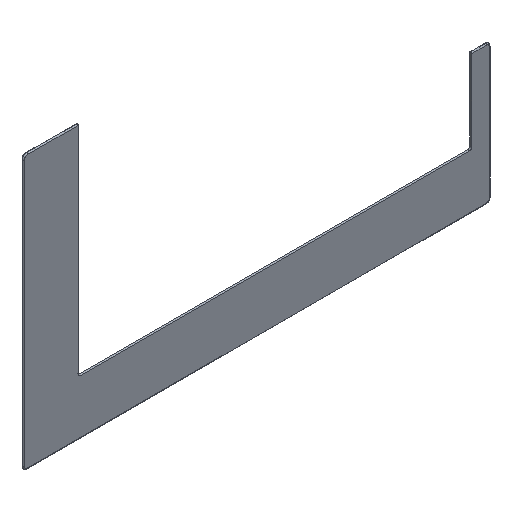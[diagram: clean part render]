
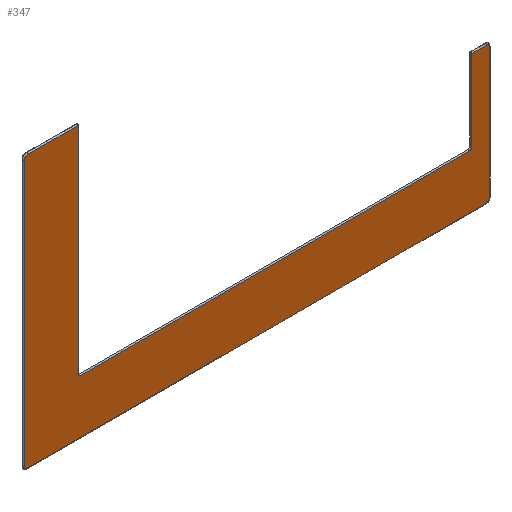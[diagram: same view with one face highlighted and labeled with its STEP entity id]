
A CAD part, isometric view. The second image highlights one B-rep face of the part: STEP entity #347.
In plain terms, the highlighted planar face has unit normal (0, -1, 0).
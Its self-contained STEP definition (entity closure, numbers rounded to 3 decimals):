
#2 = CARTESIAN_POINT ( 'NONE',  ( -1107.5, 0., -320. ) ) ;
#6 = CARTESIAN_POINT ( 'NONE',  ( -10., 0., -2.5 ) ) ;
#7 = LINE ( 'NONE', #543, #128 ) ;
#9 = ORIENTED_EDGE ( 'NONE', *, *, #759, .T. ) ;
#11 = CARTESIAN_POINT ( 'NONE',  ( -980., 0., -200. ) ) ;
#36 = CARTESIAN_POINT ( 'NONE',  ( -1107.5, 0., 310. ) ) ;
#39 = CARTESIAN_POINT ( 'NONE',  ( -50., 0., -200. ) ) ;
#47 = LINE ( 'NONE', #578, #641 ) ;
#48 = AXIS2_PLACEMENT_3D ( 'NONE', #165, #227, #693 ) ;
#51 = DIRECTION ( 'NONE',  ( 0., 0., -1. ) ) ;
#54 = LINE ( 'NONE', #112, #258 ) ;
#58 = ORIENTED_EDGE ( 'NONE', *, *, #534, .F. ) ;
#60 = LINE ( 'NONE', #737, #301 ) ;
#69 = AXIS2_PLACEMENT_3D ( 'NONE', #548, #304, #598 ) ;
#73 = EDGE_CURVE ( 'NONE', #353, #596, #54, .T. ) ;
#76 = CIRCLE ( 'NONE', #69, 7.5 ) ;
#90 = AXIS2_PLACEMENT_3D ( 'NONE', #339, #516, #320 ) ;
#92 = AXIS2_PLACEMENT_3D ( 'NONE', #456, #700, #155 ) ;
#95 = CARTESIAN_POINT ( 'NONE',  ( -1100., 0., 310. ) ) ;
#112 = CARTESIAN_POINT ( 'NONE',  ( -1100., 0., 317.5 ) ) ;
#114 = CARTESIAN_POINT ( 'NONE',  ( -45., 0., -2.5 ) ) ;
#123 = AXIS2_PLACEMENT_3D ( 'NONE', #512, #382, #213 ) ;
#128 = VECTOR ( 'NONE', #238, 1000. ) ;
#130 = VERTEX_POINT ( 'NONE', #383 ) ;
#134 = VERTEX_POINT ( 'NONE', #234 ) ;
#139 = EDGE_CURVE ( 'NONE', #387, #513, #76, .T. ) ;
#153 = VERTEX_POINT ( 'NONE', #2 ) ;
#154 = VECTOR ( 'NONE', #535, 1000. ) ;
#155 = DIRECTION ( 'NONE',  ( 0., 0., -1. ) ) ;
#165 = CARTESIAN_POINT ( 'NONE',  ( -1100., 0., -320. ) ) ;
#166 = CARTESIAN_POINT ( 'NONE',  ( -2.5, 0., -10. ) ) ;
#185 = CIRCLE ( 'NONE', #389, 7.5 ) ;
#189 = EDGE_CURVE ( 'NONE', #396, #153, #60, .T. ) ;
#192 = EDGE_CURVE ( 'NONE', #600, #570, #7, .T. ) ;
#200 = CARTESIAN_POINT ( 'NONE',  ( -10., 0., -10. ) ) ;
#207 = CARTESIAN_POINT ( 'NONE',  ( -10., 0., -327.5 ) ) ;
#213 = DIRECTION ( 'NONE',  ( 0., 0., -1. ) ) ;
#218 = DIRECTION ( 'NONE',  ( 0., 0., -1. ) ) ;
#227 = DIRECTION ( 'NONE',  ( 0., -1., 0. ) ) ;
#234 = CARTESIAN_POINT ( 'NONE',  ( -10., 0., -327.5 ) ) ;
#238 = DIRECTION ( 'NONE',  ( 0., 0., 1. ) ) ;
#243 = ORIENTED_EDGE ( 'NONE', *, *, #189, .T. ) ;
#246 = VECTOR ( 'NONE', #449, 1000. ) ;
#249 = VERTEX_POINT ( 'NONE', #604 ) ;
#258 = VECTOR ( 'NONE', #346, 1000. ) ;
#259 = DIRECTION ( 'NONE',  ( 0., -1., 0. ) ) ;
#274 = ORIENTED_EDGE ( 'NONE', *, *, #439, .T. ) ;
#283 = LINE ( 'NONE', #522, #478 ) ;
#301 = VECTOR ( 'NONE', #666, 1000. ) ;
#304 = DIRECTION ( 'NONE',  ( 0., -1., 0. ) ) ;
#310 = ORIENTED_EDGE ( 'NONE', *, *, #139, .T. ) ;
#320 = DIRECTION ( 'NONE',  ( 0., 0., -1. ) ) ;
#321 = AXIS2_PLACEMENT_3D ( 'NONE', #200, #259, #749 ) ;
#329 = ORIENTED_EDGE ( 'NONE', *, *, #618, .T. ) ;
#338 = ORIENTED_EDGE ( 'NONE', *, *, #435, .T. ) ;
#339 = CARTESIAN_POINT ( 'NONE',  ( -50., 0., -195. ) ) ;
#346 = DIRECTION ( 'NONE',  ( -1., 0., 0. ) ) ;
#347 = ADVANCED_FACE ( 'NONE', ( #495 ), #743, .T. ) ;
#353 = VERTEX_POINT ( 'NONE', #689 ) ;
#356 = CIRCLE ( 'NONE', #92, 5. ) ;
#360 = LINE ( 'NONE', #11, #687 ) ;
#379 = CIRCLE ( 'NONE', #48, 7.5 ) ;
#382 = DIRECTION ( 'NONE',  ( 0., -1., 0. ) ) ;
#383 = CARTESIAN_POINT ( 'NONE',  ( -1100., 0., -327.5 ) ) ;
#387 = VERTEX_POINT ( 'NONE', #166 ) ;
#389 = AXIS2_PLACEMENT_3D ( 'NONE', #95, #590, #51 ) ;
#391 = VERTEX_POINT ( 'NONE', #634 ) ;
#396 = VERTEX_POINT ( 'NONE', #36 ) ;
#416 = CARTESIAN_POINT ( 'NONE',  ( -1100., 0., 317.5 ) ) ;
#420 = VERTEX_POINT ( 'NONE', #39 ) ;
#434 = ORIENTED_EDGE ( 'NONE', *, *, #73, .T. ) ;
#435 = EDGE_CURVE ( 'NONE', #391, #387, #47, .T. ) ;
#439 = EDGE_CURVE ( 'NONE', #600, #420, #673, .T. ) ;
#449 = DIRECTION ( 'NONE',  ( 1., 0., 0. ) ) ;
#456 = CARTESIAN_POINT ( 'NONE',  ( -975., 0., -195. ) ) ;
#478 = VECTOR ( 'NONE', #218, 1000. ) ;
#480 = CARTESIAN_POINT ( 'NONE',  ( -45., 0., -195. ) ) ;
#482 = ORIENTED_EDGE ( 'NONE', *, *, #192, .F. ) ;
#483 = EDGE_CURVE ( 'NONE', #134, #391, #668, .T. ) ;
#494 = EDGE_CURVE ( 'NONE', #691, #249, #356, .T. ) ;
#495 = FACE_OUTER_BOUND ( 'NONE', #507, .T. ) ;
#507 = EDGE_LOOP ( 'NONE', ( #310, #329, #482, #274, #58, #664, #553, #434, #533, #243, #605, #9, #696, #338 ) ) ;
#511 = EDGE_CURVE ( 'NONE', #353, #249, #283, .T. ) ;
#512 = CARTESIAN_POINT ( 'NONE',  ( -10., 0., -320. ) ) ;
#513 = VERTEX_POINT ( 'NONE', #6 ) ;
#516 = DIRECTION ( 'NONE',  ( 0., 1., 0. ) ) ;
#522 = CARTESIAN_POINT ( 'NONE',  ( -980., 0., 320. ) ) ;
#533 = ORIENTED_EDGE ( 'NONE', *, *, #667, .T. ) ;
#534 = EDGE_CURVE ( 'NONE', #691, #420, #360, .T. ) ;
#535 = DIRECTION ( 'NONE',  ( -1., 0., 0. ) ) ;
#543 = CARTESIAN_POINT ( 'NONE',  ( -45., 0., -200. ) ) ;
#548 = CARTESIAN_POINT ( 'NONE',  ( -10., 0., -10. ) ) ;
#553 = ORIENTED_EDGE ( 'NONE', *, *, #511, .F. ) ;
#570 = VERTEX_POINT ( 'NONE', #114 ) ;
#578 = CARTESIAN_POINT ( 'NONE',  ( -2.5, 0., -10. ) ) ;
#590 = DIRECTION ( 'NONE',  ( 0., -1., 0. ) ) ;
#596 = VERTEX_POINT ( 'NONE', #416 ) ;
#598 = DIRECTION ( 'NONE',  ( 0., 0., -1. ) ) ;
#600 = VERTEX_POINT ( 'NONE', #480 ) ;
#604 = CARTESIAN_POINT ( 'NONE',  ( -980., 0., -195. ) ) ;
#605 = ORIENTED_EDGE ( 'NONE', *, *, #724, .T. ) ;
#618 = EDGE_CURVE ( 'NONE', #513, #570, #722, .T. ) ;
#634 = CARTESIAN_POINT ( 'NONE',  ( -2.5, 0., -320. ) ) ;
#641 = VECTOR ( 'NONE', #714, 1000. ) ;
#657 = DIRECTION ( 'NONE',  ( 1., 0., 0. ) ) ;
#664 = ORIENTED_EDGE ( 'NONE', *, *, #494, .T. ) ;
#666 = DIRECTION ( 'NONE',  ( 0., 0., -1. ) ) ;
#667 = EDGE_CURVE ( 'NONE', #596, #396, #185, .T. ) ;
#668 = CIRCLE ( 'NONE', #123, 7.5 ) ;
#673 = CIRCLE ( 'NONE', #90, 5. ) ;
#687 = VECTOR ( 'NONE', #657, 1000. ) ;
#689 = CARTESIAN_POINT ( 'NONE',  ( -980., 0., 317.5 ) ) ;
#691 = VERTEX_POINT ( 'NONE', #705 ) ;
#693 = DIRECTION ( 'NONE',  ( 0., 0., -1. ) ) ;
#696 = ORIENTED_EDGE ( 'NONE', *, *, #483, .T. ) ;
#700 = DIRECTION ( 'NONE',  ( 0., 1., 0. ) ) ;
#705 = CARTESIAN_POINT ( 'NONE',  ( -975., 0., -200. ) ) ;
#714 = DIRECTION ( 'NONE',  ( 0., 0., 1. ) ) ;
#722 = LINE ( 'NONE', #777, #154 ) ;
#724 = EDGE_CURVE ( 'NONE', #153, #130, #379, .T. ) ;
#737 = CARTESIAN_POINT ( 'NONE',  ( -1107.5, 0., -320. ) ) ;
#743 = PLANE ( 'NONE',  #321 ) ;
#749 = DIRECTION ( 'NONE',  ( 0., 0., -1. ) ) ;
#755 = LINE ( 'NONE', #207, #246 ) ;
#759 = EDGE_CURVE ( 'NONE', #130, #134, #755, .T. ) ;
#777 = CARTESIAN_POINT ( 'NONE',  ( -45., 0., -2.5 ) ) ;
